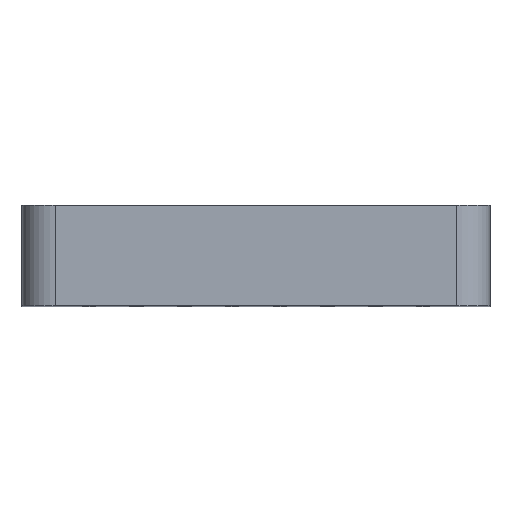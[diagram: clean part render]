
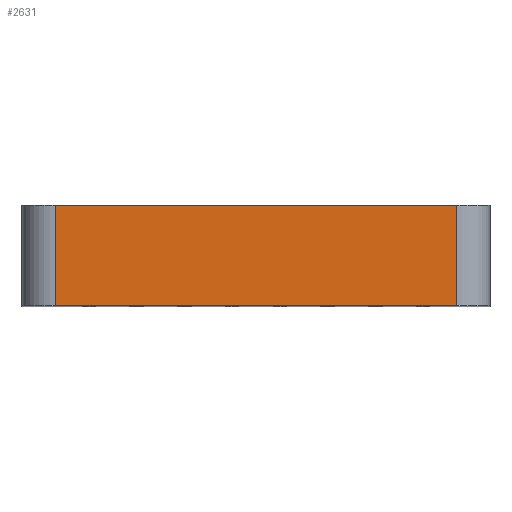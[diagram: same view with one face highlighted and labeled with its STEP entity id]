
A CAD part, top view. The second image highlights one B-rep face of the part: STEP entity #2631.
In plain terms, the highlighted planar face has unit normal (0, 0, 1).
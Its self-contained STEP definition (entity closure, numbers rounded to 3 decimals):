
#207=PLANE('',#2940);
#316=FACE_OUTER_BOUND('',#526,.T.);
#526=EDGE_LOOP('',(#2238,#2239,#2240,#2241));
#674=LINE('',#3893,#839);
#770=LINE('',#4368,#935);
#771=LINE('',#4371,#936);
#772=LINE('',#4372,#937);
#839=VECTOR('',#3098,10.);
#935=VECTOR('',#3648,10.);
#936=VECTOR('',#3651,10.);
#937=VECTOR('',#3652,10.);
#1213=VERTEX_POINT('',#3889);
#1215=VERTEX_POINT('',#3892);
#1367=VERTEX_POINT('',#4366);
#1368=VERTEX_POINT('',#4370);
#1456=EDGE_CURVE('',#1213,#1215,#674,.T.);
#1695=EDGE_CURVE('',#1367,#1213,#770,.T.);
#1696=EDGE_CURVE('',#1367,#1368,#771,.T.);
#1697=EDGE_CURVE('',#1215,#1368,#772,.T.);
#2238=ORIENTED_EDGE('',*,*,#1695,.F.);
#2239=ORIENTED_EDGE('',*,*,#1696,.T.);
#2240=ORIENTED_EDGE('',*,*,#1697,.F.);
#2241=ORIENTED_EDGE('',*,*,#1456,.F.);
#2631=ADVANCED_FACE('',(#316),#207,.T.);
#2940=AXIS2_PLACEMENT_3D('',#4369,#3649,#3650);
#3098=DIRECTION('',(1.,0.,0.));
#3648=DIRECTION('',(0.,1.,0.));
#3649=DIRECTION('center_axis',(0.,0.,1.));
#3650=DIRECTION('ref_axis',(1.,0.,0.));
#3651=DIRECTION('',(1.,0.,0.));
#3652=DIRECTION('',(0.,-1.,0.));
#3889=CARTESIAN_POINT('',(-60.,30.,100.));
#3892=CARTESIAN_POINT('',(60.,30.,100.));
#3893=CARTESIAN_POINT('',(-70.,30.,100.));
#4366=CARTESIAN_POINT('',(-60.,0.,100.));
#4368=CARTESIAN_POINT('',(-60.,0.,100.));
#4369=CARTESIAN_POINT('Origin',(-70.,0.,100.));
#4370=CARTESIAN_POINT('',(60.,0.,100.));
#4371=CARTESIAN_POINT('',(-70.,0.,100.));
#4372=CARTESIAN_POINT('',(60.,0.,100.));
